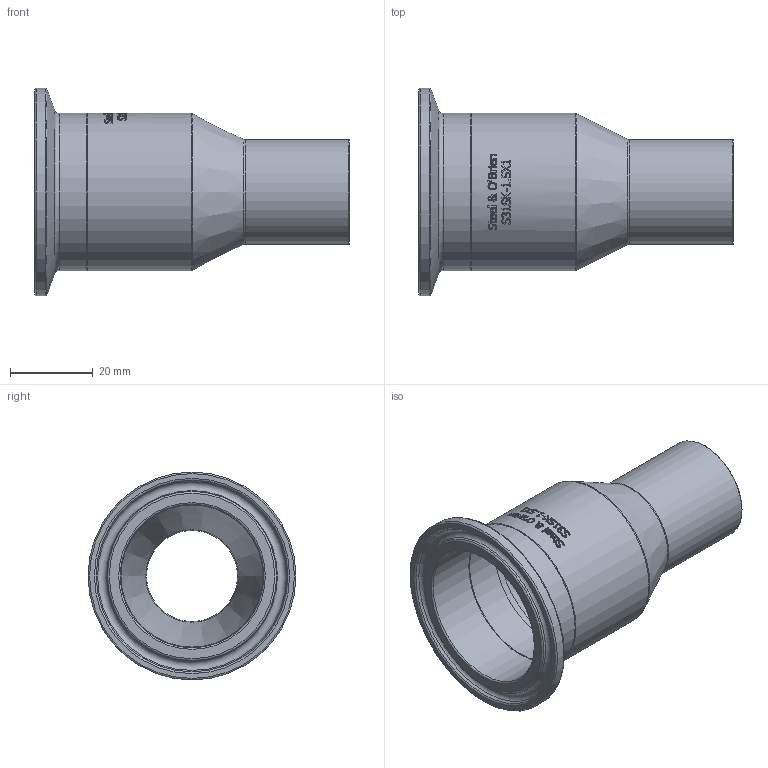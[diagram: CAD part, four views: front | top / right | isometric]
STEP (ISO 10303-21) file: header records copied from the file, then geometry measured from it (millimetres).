
FILE_DESCRIPTION(/* description */ (''),/* implementation_level */ '2;1');
FILE_NAME(/* name */ 'S31SK-15X1.stp',/* time_stamp */ '2018-11-29T15:00:14-05:00',/* author */ ('rick'),/* organization */ (''),/* preprocessor_version */ 'ST-DEVELOPER v15.2',/* originating_system */ 'Autodesk Inventor 2014',/* authorisation */ '');
FILE_SCHEMA (('AUTOMOTIVE_DESIGN { 1 0 10303 214 3 1 1 }'));
Length unit declared in the file: inch
Products named in the file (1): S31SK-15X1
Bounding box: 76.2 x 50.39 x 50.39 mm (x, y, z)
Volume: 20858 mm3; surface area: 16861 mm2
Topology: 1 solids, 1 shells, 416 faces, 1114 edges, 734 vertices
Faces by surface type: bspline 186, plane 168, cylinder 40, torus 17, cone 5
Full cylindrical faces by diameter (mm): 22.098 x1, 25.4 x1, 34.798 x2, 38.1 x2, 50.394 x1
Entity records: 16407 total; most frequent: CARTESIAN_POINT 7094, ORIENTED_EDGE 2170, DIRECTION 1399, EDGE_CURVE 1085, VERTEX_POINT 734, LINE 489, VECTOR 489, EDGE_LOOP 481
